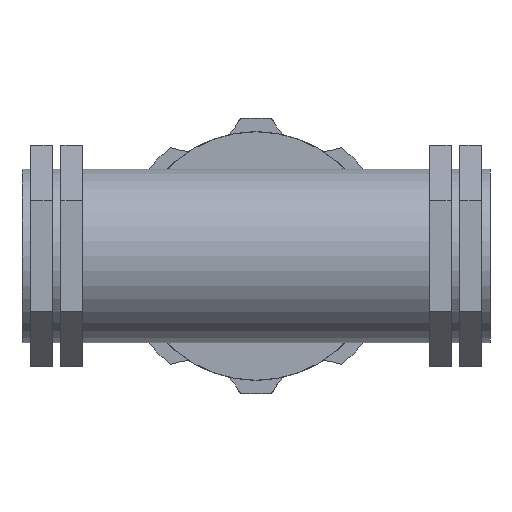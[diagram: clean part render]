
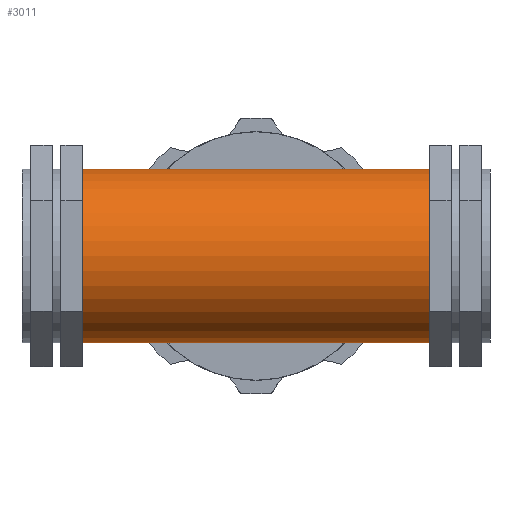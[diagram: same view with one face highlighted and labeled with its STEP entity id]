
A CAD part, front view. The second image highlights one B-rep face of the part: STEP entity #3011.
In plain terms, the highlighted cylindrical face has radius 14.47 mm (diameter 28.94 mm), a full revolution.
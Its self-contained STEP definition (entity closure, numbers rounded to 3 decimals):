
#29=B_SPLINE_CURVE_WITH_KNOTS('',3,(#4663,#4664,#4665,#4666,#4667,#4668,
#4669,#4670,#4671,#4672,#4673,#4674,#4675,#4676,#4677,#4678,#4679,#4680,
#4681,#4682,#4683,#4684,#4685,#4686,#4687,#4688,#4689,#4690),
 .UNSPECIFIED.,.T.,.F.,(4,1,1,1,1,1,1,1,1,1,1,1,1,1,1,1,1,1,1,1,1,1,1,1,
1,4),(-4.839,-4.666,-4.494,-4.148,
-3.457,-2.996,-2.535,-2.074,
-1.613,-1.152,-0.691,-0.461,
-0.23,0.,0.23,0.461,
0.691,1.613,2.074,2.535,2.996,
3.457,4.148,4.494,4.666,4.839),
 .UNSPECIFIED.);
#138=CYLINDRICAL_SURFACE('',#3223,14.47);
#196=FACE_BOUND('',#581,.T.);
#197=FACE_BOUND('',#582,.T.);
#259=CIRCLE('',#3224,14.47);
#260=CIRCLE('',#3225,14.47);
#394=FACE_OUTER_BOUND('',#580,.T.);
#580=EDGE_LOOP('',(#2159));
#581=EDGE_LOOP('',(#2160));
#582=EDGE_LOOP('',(#2161));
#1325=VERTEX_POINT('',#4661);
#1327=VERTEX_POINT('',#4723);
#1328=VERTEX_POINT('',#4725);
#1653=EDGE_CURVE('',#1325,#1325,#29,.T.);
#1656=EDGE_CURVE('',#1327,#1327,#259,.T.);
#1657=EDGE_CURVE('',#1328,#1328,#260,.T.);
#2159=ORIENTED_EDGE('',*,*,#1656,.T.);
#2160=ORIENTED_EDGE('',*,*,#1657,.F.);
#2161=ORIENTED_EDGE('',*,*,#1653,.F.);
#3011=ADVANCED_FACE('',(#394,#196,#197),#138,.T.);
#3223=AXIS2_PLACEMENT_3D('',#4722,#3661,#3662);
#3224=AXIS2_PLACEMENT_3D('',#4724,#3663,#3664);
#3225=AXIS2_PLACEMENT_3D('',#4726,#3665,#3666);
#3661=DIRECTION('center_axis',(1.,0.,0.));
#3662=DIRECTION('ref_axis',(0.,1.,0.));
#3663=DIRECTION('center_axis',(1.,0.,0.));
#3664=DIRECTION('ref_axis',(0.,0.,-1.));
#3665=DIRECTION('center_axis',(1.,0.,0.));
#3666=DIRECTION('ref_axis',(0.,0.,-1.));
#4661=CARTESIAN_POINT('',(0.,4.224,-13.84));
#4663=CARTESIAN_POINT('Ctrl Pts',(0.,4.224,
-13.84));
#4664=CARTESIAN_POINT('Ctrl Pts',(-0.617,4.224,-13.84));
#4665=CARTESIAN_POINT('Ctrl Pts',(-1.851,4.483,-13.763));
#4666=CARTESIAN_POINT('Ctrl Pts',(-4.01,5.577,-13.38));
#4667=CARTESIAN_POINT('Ctrl Pts',(-7.318,7.985,-12.253));
#4668=CARTESIAN_POINT('Ctrl Pts',(-10.841,11.024,-9.793));
#4669=CARTESIAN_POINT('Ctrl Pts',(-13.686,13.542,-5.689));
#4670=CARTESIAN_POINT('Ctrl Pts',(-14.949,14.682,-1.211));
#4671=CARTESIAN_POINT('Ctrl Pts',(-14.504,14.28,3.55));
#4672=CARTESIAN_POINT('Ctrl Pts',(-12.577,12.552,7.578));
#4673=CARTESIAN_POINT('Ctrl Pts',(-9.763,10.09,10.586));
#4674=CARTESIAN_POINT('Ctrl Pts',(-6.978,7.754,12.297));
#4675=CARTESIAN_POINT('Ctrl Pts',(-4.479,5.929,13.227));
#4676=CARTESIAN_POINT('Ctrl Pts',(-2.451,4.692,13.703));
#4677=CARTESIAN_POINT('Ctrl Pts',(0.001,3.988,
13.909));
#4678=CARTESIAN_POINT('Ctrl Pts',(2.447,4.691,13.703));
#4679=CARTESIAN_POINT('Ctrl Pts',(4.486,5.928,13.227));
#4680=CARTESIAN_POINT('Ctrl Pts',(8.199,8.669,11.834));
#4681=CARTESIAN_POINT('Ctrl Pts',(11.905,11.979,8.921));
#4682=CARTESIAN_POINT('Ctrl Pts',(14.515,14.28,3.55));
#4683=CARTESIAN_POINT('Ctrl Pts',(14.944,14.682,-1.21));
#4684=CARTESIAN_POINT('Ctrl Pts',(13.688,13.542,-5.689));
#4685=CARTESIAN_POINT('Ctrl Pts',(10.84,11.025,-9.793));
#4686=CARTESIAN_POINT('Ctrl Pts',(7.318,7.985,-12.253));
#4687=CARTESIAN_POINT('Ctrl Pts',(4.01,5.577,-13.38));
#4688=CARTESIAN_POINT('Ctrl Pts',(1.851,4.483,-13.763));
#4689=CARTESIAN_POINT('Ctrl Pts',(0.617,4.224,-13.84));
#4690=CARTESIAN_POINT('Ctrl Pts',(0.,4.224,
-13.84));
#4722=CARTESIAN_POINT('Origin',(-14.46,0.,0.));
#4723=CARTESIAN_POINT('',(-28.92,14.47,0.));
#4724=CARTESIAN_POINT('Origin',(-28.92,0.,0.));
#4725=CARTESIAN_POINT('',(28.92,14.47,0.));
#4726=CARTESIAN_POINT('Origin',(28.92,0.,0.));
